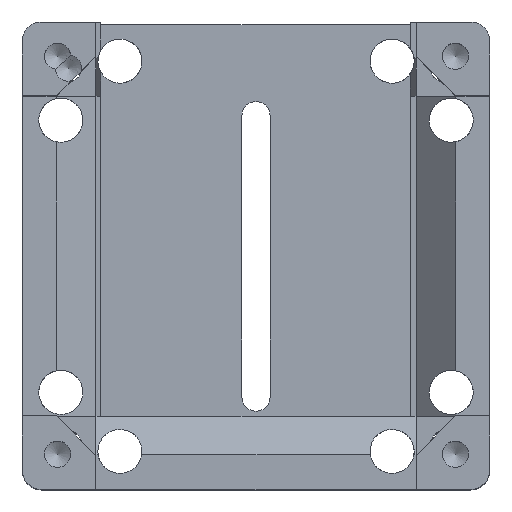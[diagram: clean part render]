
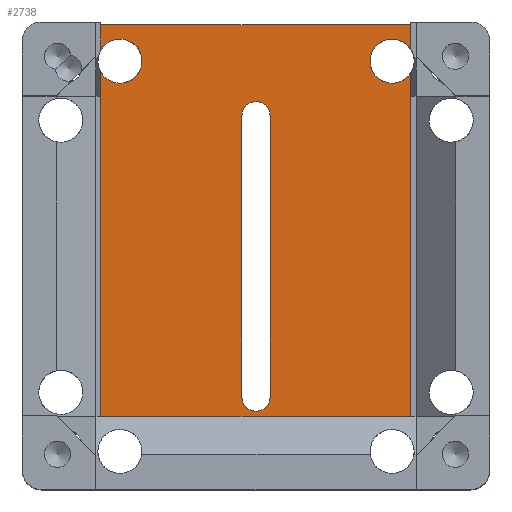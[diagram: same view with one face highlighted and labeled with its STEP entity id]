
A CAD part, top view. The second image highlights one B-rep face of the part: STEP entity #2738.
In plain terms, the highlighted planar face has unit normal (0, 0, 1).
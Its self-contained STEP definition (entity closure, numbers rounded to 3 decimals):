
#159=FACE_BOUND('',#475,.T.);
#180=CIRCLE('',#2881,1.5);
#182=CIRCLE('',#2885,1.5);
#185=CIRCLE('',#2893,2.35);
#186=CIRCLE('',#2894,2.35);
#187=CIRCLE('',#2895,2.35);
#345=FACE_OUTER_BOUND('',#474,.T.);
#474=EDGE_LOOP('',(#1843,#1844,#1845,#1846,#1847,#1848,#1849,#1850,#1851));
#475=EDGE_LOOP('',(#1852,#1853,#1854,#1855));
#616=LINE('',#3933,#851);
#621=LINE('',#3947,#856);
#625=LINE('',#3959,#860);
#631=LINE('',#3974,#866);
#641=LINE('',#3994,#876);
#643=LINE('',#3997,#878);
#644=LINE('',#4000,#879);
#645=LINE('',#4002,#880);
#851=VECTOR('',#3154,10.);
#856=VECTOR('',#3167,10.);
#860=VECTOR('',#3179,10.);
#866=VECTOR('',#3189,10.);
#876=VECTOR('',#3201,10.);
#878=VECTOR('',#3205,10.);
#879=VECTOR('',#3208,10.);
#880=VECTOR('',#3209,10.);
#1086=VERTEX_POINT('',#3931);
#1087=VERTEX_POINT('',#3932);
#1090=VERTEX_POINT('',#3940);
#1092=VERTEX_POINT('',#3946);
#1094=VERTEX_POINT('',#3955);
#1096=VERTEX_POINT('',#3958);
#1101=VERTEX_POINT('',#3970);
#1103=VERTEX_POINT('',#3973);
#1107=VERTEX_POINT('',#3982);
#1112=VERTEX_POINT('',#3992);
#1113=VERTEX_POINT('',#3999);
#1114=VERTEX_POINT('',#4001);
#1115=VERTEX_POINT('',#4003);
#1369=EDGE_CURVE('',#1086,#1087,#616,.T.);
#1373=EDGE_CURVE('',#1087,#1090,#180,.T.);
#1376=EDGE_CURVE('',#1090,#1092,#621,.T.);
#1379=EDGE_CURVE('',#1092,#1086,#182,.T.);
#1382=EDGE_CURVE('',#1094,#1096,#625,.T.);
#1389=EDGE_CURVE('',#1101,#1103,#631,.T.);
#1399=EDGE_CURVE('',#1107,#1112,#641,.T.);
#1401=EDGE_CURVE('',#1112,#1096,#643,.T.);
#1402=EDGE_CURVE('',#1113,#1101,#644,.T.);
#1403=EDGE_CURVE('',#1113,#1114,#645,.T.);
#1404=EDGE_CURVE('',#1115,#1114,#185,.T.);
#1405=EDGE_CURVE('',#1107,#1115,#186,.T.);
#1406=EDGE_CURVE('',#1103,#1094,#187,.T.);
#1843=ORIENTED_EDGE('',*,*,#1402,.F.);
#1844=ORIENTED_EDGE('',*,*,#1403,.T.);
#1845=ORIENTED_EDGE('',*,*,#1404,.F.);
#1846=ORIENTED_EDGE('',*,*,#1405,.F.);
#1847=ORIENTED_EDGE('',*,*,#1399,.T.);
#1848=ORIENTED_EDGE('',*,*,#1401,.T.);
#1849=ORIENTED_EDGE('',*,*,#1382,.F.);
#1850=ORIENTED_EDGE('',*,*,#1406,.F.);
#1851=ORIENTED_EDGE('',*,*,#1389,.F.);
#1852=ORIENTED_EDGE('',*,*,#1376,.T.);
#1853=ORIENTED_EDGE('',*,*,#1379,.T.);
#1854=ORIENTED_EDGE('',*,*,#1369,.T.);
#1855=ORIENTED_EDGE('',*,*,#1373,.T.);
#2680=PLANE('',#2892);
#2738=ADVANCED_FACE('',(#345,#159),#2680,.F.);
#2881=AXIS2_PLACEMENT_3D('',#3941,#3160,#3161);
#2885=AXIS2_PLACEMENT_3D('',#3952,#3172,#3173);
#2892=AXIS2_PLACEMENT_3D('',#3998,#3206,#3207);
#2893=AXIS2_PLACEMENT_3D('',#4004,#3210,#3211);
#2894=AXIS2_PLACEMENT_3D('',#4005,#3212,#3213);
#2895=AXIS2_PLACEMENT_3D('',#4006,#3214,#3215);
#3154=DIRECTION('',(0.,1.,0.));
#3160=DIRECTION('center_axis',(0.,0.,-1.));
#3161=DIRECTION('ref_axis',(-1.,0.,0.));
#3167=DIRECTION('',(0.,-1.,0.));
#3172=DIRECTION('center_axis',(0.,0.,-1.));
#3173=DIRECTION('ref_axis',(1.,0.,0.));
#3179=DIRECTION('',(0.,-1.,0.));
#3189=DIRECTION('',(0.,-1.,0.));
#3201=DIRECTION('',(0.,-1.,0.));
#3205=DIRECTION('',(1.,0.,0.));
#3206=DIRECTION('center_axis',(0.,0.,-1.));
#3207=DIRECTION('ref_axis',(1.,0.,0.));
#3208=DIRECTION('',(1.,0.,0.));
#3209=DIRECTION('',(0.,-1.,0.));
#3210=DIRECTION('center_axis',(0.,0.,1.));
#3211=DIRECTION('ref_axis',(-1.,0.,0.));
#3212=DIRECTION('center_axis',(0.,0.,1.));
#3213=DIRECTION('ref_axis',(-1.,0.,0.));
#3214=DIRECTION('center_axis',(0.,0.,1.));
#3215=DIRECTION('ref_axis',(-1.,0.,0.));
#3931=CARTESIAN_POINT('',(-1.5,-15.,1.13));
#3932=CARTESIAN_POINT('',(-1.5,15.,1.13));
#3933=CARTESIAN_POINT('',(-1.5,19.95,1.13));
#3940=CARTESIAN_POINT('',(1.5,15.,1.13));
#3941=CARTESIAN_POINT('Origin',(0.,15.,1.13));
#3946=CARTESIAN_POINT('',(1.5,-15.,1.13));
#3947=CARTESIAN_POINT('',(1.5,4.95,1.13));
#3952=CARTESIAN_POINT('Origin',(0.,-15.,1.13));
#3955=CARTESIAN_POINT('',(16.45,19.489,1.13));
#3958=CARTESIAN_POINT('',(16.45,-17.05,1.13));
#3959=CARTESIAN_POINT('',(16.45,24.9,1.13));
#3970=CARTESIAN_POINT('',(16.45,24.701,1.13));
#3973=CARTESIAN_POINT('',(16.45,22.111,1.13));
#3974=CARTESIAN_POINT('',(16.45,24.9,1.13));
#3982=CARTESIAN_POINT('',(-16.55,19.651,1.13));
#3992=CARTESIAN_POINT('',(-16.55,-17.05,1.13));
#3994=CARTESIAN_POINT('',(-16.55,24.9,1.13));
#3997=CARTESIAN_POINT('',(-8.3,-17.05,1.13));
#3998=CARTESIAN_POINT('Origin',(-16.55,24.9,1.13));
#3999=CARTESIAN_POINT('',(-16.55,24.701,1.13));
#4000=CARTESIAN_POINT('',(12.45,24.701,1.13));
#4001=CARTESIAN_POINT('',(-16.55,21.949,1.13));
#4002=CARTESIAN_POINT('',(-16.55,24.9,1.13));
#4003=CARTESIAN_POINT('',(-12.15,20.8,1.13));
#4004=CARTESIAN_POINT('Origin',(-14.5,20.8,1.13));
#4005=CARTESIAN_POINT('Origin',(-14.5,20.8,1.13));
#4006=CARTESIAN_POINT('Origin',(14.5,20.8,1.13));
